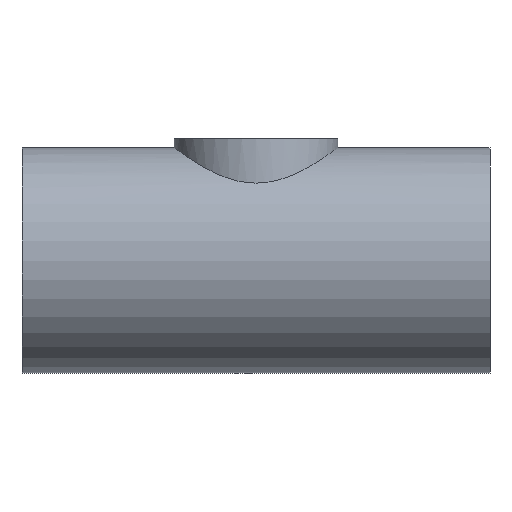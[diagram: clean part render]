
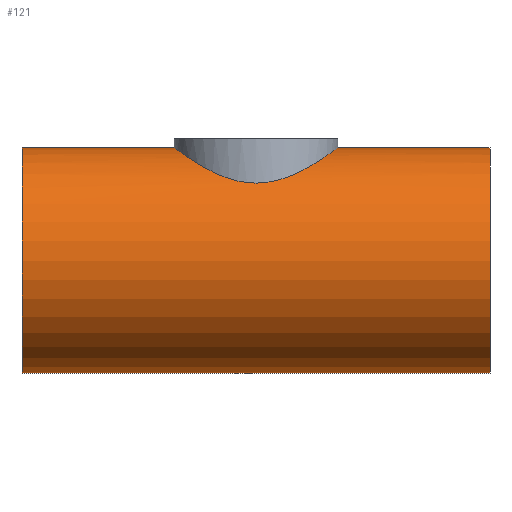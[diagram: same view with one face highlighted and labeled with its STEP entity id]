
A CAD part, front view. The second image highlights one B-rep face of the part: STEP entity #121.
In plain terms, the highlighted cylindrical face has radius 69.9 mm (diameter 139.8 mm), a full revolution.
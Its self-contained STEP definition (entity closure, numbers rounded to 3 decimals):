
#21=FACE_BOUND('',#39,.T.);
#28=FACE_OUTER_BOUND('',#38,.T.);
#38=EDGE_LOOP('',(#104,#105,#106,#107));
#39=EDGE_LOOP('',(#108,#109));
#46=CIRCLE('',#152,69.9);
#47=CIRCLE('',#154,69.9);
#51=LINE('',#350,#55);
#55=VECTOR('',#185,69.9);
#58=B_SPLINE_CURVE_WITH_KNOTS('',3,(#275,#276,#277,#278,#279,#280,#281,
#282,#283,#284,#285,#286,#287,#288,#289,#290,#291,#292),.UNSPECIFIED.,.F.,
 .F.,(4,2,2,2,2,2,2,2,4),(0.,1.016,2.033,3.049,
4.066,5.064,6.063,7.062,8.06),
 .UNSPECIFIED.);
#59=B_SPLINE_CURVE_WITH_KNOTS('',3,(#293,#294,#295,#296,#297,#298,#299,
#300,#301,#302,#303,#304,#305,#306,#307,#308,#309,#310,#311,#312,#313,#314,
#315,#316,#317,#318,#319,#320,#321,#322,#323,#324,#325,#326,#327,#328,#329,
#330,#331,#332,#333,#334,#335,#336,#337,#338,#339,#340,#341,#342),
 .UNSPECIFIED.,.F.,.F.,(4,2,2,2,2,2,2,2,2,2,2,2,2,2,2,2,2,2,2,2,2,2,2,2,
4),(8.06,9.059,10.058,11.056,
12.055,13.071,14.088,15.104,16.121,
17.137,18.154,19.17,20.186,21.185,
22.184,23.182,24.181,25.18,26.178,
27.177,28.175,29.192,30.208,31.225,
32.241),.UNSPECIFIED.);
#66=VERTEX_POINT('',#272);
#67=VERTEX_POINT('',#274);
#68=VERTEX_POINT('',#345);
#69=VERTEX_POINT('',#348);
#79=EDGE_CURVE('',#67,#66,#58,.T.);
#80=EDGE_CURVE('',#66,#67,#59,.T.);
#81=EDGE_CURVE('',#68,#68,#46,.T.);
#82=EDGE_CURVE('',#69,#69,#47,.T.);
#83=EDGE_CURVE('',#69,#68,#51,.T.);
#104=ORIENTED_EDGE('',*,*,#82,.F.);
#105=ORIENTED_EDGE('',*,*,#83,.T.);
#106=ORIENTED_EDGE('',*,*,#81,.F.);
#107=ORIENTED_EDGE('',*,*,#83,.F.);
#108=ORIENTED_EDGE('',*,*,#79,.T.);
#109=ORIENTED_EDGE('',*,*,#80,.T.);
#115=CYLINDRICAL_SURFACE('',#153,69.9);
#121=ADVANCED_FACE('',(#28,#21),#115,.T.);
#152=AXIS2_PLACEMENT_3D('',#346,#179,#180);
#153=AXIS2_PLACEMENT_3D('',#347,#181,#182);
#154=AXIS2_PLACEMENT_3D('',#349,#183,#184);
#179=DIRECTION('center_axis',(-1.,0.,0.));
#180=DIRECTION('ref_axis',(0.,1.,0.));
#181=DIRECTION('center_axis',(1.,0.,0.));
#182=DIRECTION('ref_axis',(0.,1.,0.));
#183=DIRECTION('center_axis',(1.,0.,0.));
#184=DIRECTION('ref_axis',(0.,1.,0.));
#185=DIRECTION('',(-1.,0.,0.));
#272=CARTESIAN_POINT('',(-50.8,0.,69.9));
#274=CARTESIAN_POINT('',(0.,-50.8,48.014));
#275=CARTESIAN_POINT('Ctrl Pts',(0.,-50.8,48.014));
#276=CARTESIAN_POINT('Ctrl Pts',(-3.388,-50.8,48.014));
#277=CARTESIAN_POINT('Ctrl Pts',(-6.803,-50.457,48.384));
#278=CARTESIAN_POINT('Ctrl Pts',(-13.468,-49.1,49.761));
#279=CARTESIAN_POINT('Ctrl Pts',(-16.719,-48.087,50.762));
#280=CARTESIAN_POINT('Ctrl Pts',(-22.893,-45.473,53.116));
#281=CARTESIAN_POINT('Ctrl Pts',(-25.822,-43.87,54.468));
#282=CARTESIAN_POINT('Ctrl Pts',(-31.233,-40.198,57.231));
#283=CARTESIAN_POINT('Ctrl Pts',(-33.715,-38.127,58.643));
#284=CARTESIAN_POINT('Ctrl Pts',(-38.088,-33.754,61.262));
#285=CARTESIAN_POINT('Ctrl Pts',(-40.151,-31.293,62.574));
#286=CARTESIAN_POINT('Ctrl Pts',(-43.835,-25.882,64.999));
#287=CARTESIAN_POINT('Ctrl Pts',(-45.456,-22.931,66.111));
#288=CARTESIAN_POINT('Ctrl Pts',(-48.095,-16.702,67.953));
#289=CARTESIAN_POINT('Ctrl Pts',(-49.115,-13.417,68.683));
#290=CARTESIAN_POINT('Ctrl Pts',(-50.468,-6.73,69.657));
#291=CARTESIAN_POINT('Ctrl Pts',(-50.8,-3.329,69.9));
#292=CARTESIAN_POINT('Ctrl Pts',(-50.8,0.,69.9));
#293=CARTESIAN_POINT('Ctrl Pts',(-50.8,0.,69.9));
#294=CARTESIAN_POINT('Ctrl Pts',(-50.8,3.329,69.9));
#295=CARTESIAN_POINT('Ctrl Pts',(-50.468,6.73,69.657));
#296=CARTESIAN_POINT('Ctrl Pts',(-49.115,13.417,68.683));
#297=CARTESIAN_POINT('Ctrl Pts',(-48.095,16.702,67.953));
#298=CARTESIAN_POINT('Ctrl Pts',(-45.456,22.931,66.111));
#299=CARTESIAN_POINT('Ctrl Pts',(-43.835,25.882,64.999));
#300=CARTESIAN_POINT('Ctrl Pts',(-40.151,31.293,62.574));
#301=CARTESIAN_POINT('Ctrl Pts',(-38.088,33.754,61.262));
#302=CARTESIAN_POINT('Ctrl Pts',(-33.715,38.127,58.643));
#303=CARTESIAN_POINT('Ctrl Pts',(-31.233,40.198,57.231));
#304=CARTESIAN_POINT('Ctrl Pts',(-25.822,43.87,54.468));
#305=CARTESIAN_POINT('Ctrl Pts',(-22.893,45.473,53.116));
#306=CARTESIAN_POINT('Ctrl Pts',(-16.719,48.087,50.762));
#307=CARTESIAN_POINT('Ctrl Pts',(-13.468,49.1,49.761));
#308=CARTESIAN_POINT('Ctrl Pts',(-6.803,50.457,48.384));
#309=CARTESIAN_POINT('Ctrl Pts',(-3.388,50.8,48.014));
#310=CARTESIAN_POINT('Ctrl Pts',(3.388,50.8,48.014));
#311=CARTESIAN_POINT('Ctrl Pts',(6.803,50.457,48.384));
#312=CARTESIAN_POINT('Ctrl Pts',(13.468,49.1,49.761));
#313=CARTESIAN_POINT('Ctrl Pts',(16.719,48.087,50.762));
#314=CARTESIAN_POINT('Ctrl Pts',(22.893,45.473,53.116));
#315=CARTESIAN_POINT('Ctrl Pts',(25.822,43.87,54.468));
#316=CARTESIAN_POINT('Ctrl Pts',(31.233,40.198,57.231));
#317=CARTESIAN_POINT('Ctrl Pts',(33.715,38.127,58.643));
#318=CARTESIAN_POINT('Ctrl Pts',(38.088,33.754,61.262));
#319=CARTESIAN_POINT('Ctrl Pts',(40.151,31.293,62.574));
#320=CARTESIAN_POINT('Ctrl Pts',(43.835,25.882,64.999));
#321=CARTESIAN_POINT('Ctrl Pts',(45.456,22.931,66.111));
#322=CARTESIAN_POINT('Ctrl Pts',(48.095,16.702,67.953));
#323=CARTESIAN_POINT('Ctrl Pts',(49.115,13.417,68.683));
#324=CARTESIAN_POINT('Ctrl Pts',(50.468,6.73,69.657));
#325=CARTESIAN_POINT('Ctrl Pts',(50.8,3.329,69.9));
#326=CARTESIAN_POINT('Ctrl Pts',(50.8,-3.329,69.9));
#327=CARTESIAN_POINT('Ctrl Pts',(50.468,-6.73,69.657));
#328=CARTESIAN_POINT('Ctrl Pts',(49.115,-13.417,68.683));
#329=CARTESIAN_POINT('Ctrl Pts',(48.095,-16.702,67.953));
#330=CARTESIAN_POINT('Ctrl Pts',(45.456,-22.931,66.111));
#331=CARTESIAN_POINT('Ctrl Pts',(43.835,-25.882,64.999));
#332=CARTESIAN_POINT('Ctrl Pts',(40.151,-31.293,62.574));
#333=CARTESIAN_POINT('Ctrl Pts',(38.088,-33.754,61.262));
#334=CARTESIAN_POINT('Ctrl Pts',(33.715,-38.127,58.643));
#335=CARTESIAN_POINT('Ctrl Pts',(31.233,-40.198,57.231));
#336=CARTESIAN_POINT('Ctrl Pts',(25.822,-43.87,54.468));
#337=CARTESIAN_POINT('Ctrl Pts',(22.893,-45.473,53.116));
#338=CARTESIAN_POINT('Ctrl Pts',(16.719,-48.087,50.762));
#339=CARTESIAN_POINT('Ctrl Pts',(13.468,-49.1,49.761));
#340=CARTESIAN_POINT('Ctrl Pts',(6.803,-50.457,48.384));
#341=CARTESIAN_POINT('Ctrl Pts',(3.388,-50.8,48.014));
#342=CARTESIAN_POINT('Ctrl Pts',(0.,-50.8,48.014));
#345=CARTESIAN_POINT('',(-145.,-69.9,0.));
#346=CARTESIAN_POINT('Origin',(-145.,0.,0.));
#347=CARTESIAN_POINT('Origin',(0.,0.,0.));
#348=CARTESIAN_POINT('',(145.,-69.9,0.));
#349=CARTESIAN_POINT('Origin',(145.,0.,0.));
#350=CARTESIAN_POINT('',(0.,-69.9,0.));
